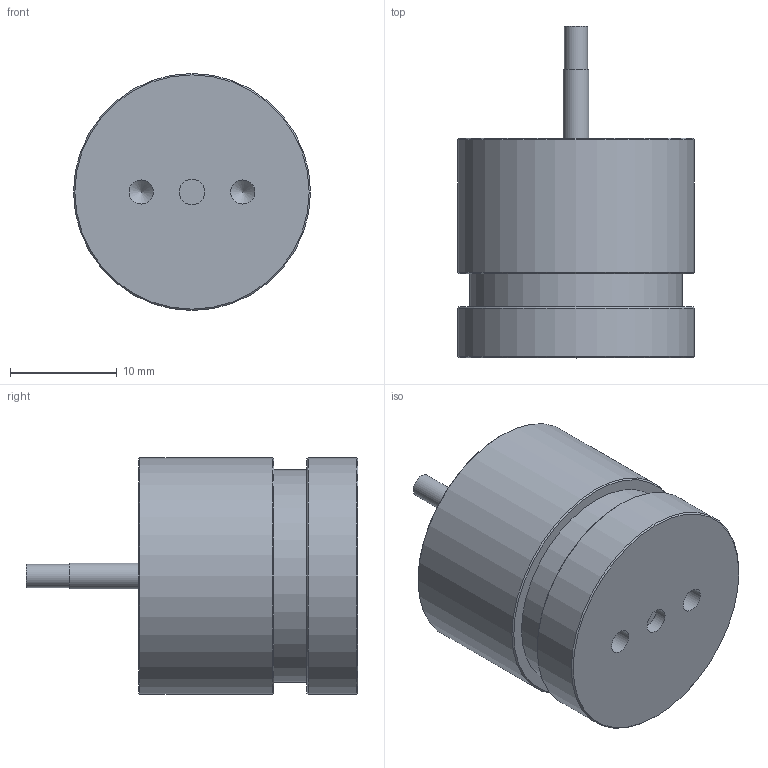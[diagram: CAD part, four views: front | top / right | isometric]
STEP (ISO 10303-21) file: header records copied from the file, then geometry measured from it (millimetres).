
FILE_NAME();
FILE_SCHEMA ();
Length unit declared in the file: metre
Products named in the file (7): Curve 5; Part 2; Curve 4; Curve 3; Curve 2; Curve 1; Part 1
Bounding box: 22.23 x 31.11 x 22.23 mm (x, y, z)
Volume: 7720 mm3; surface area: 2805.5 mm2
Topology: 2 solids, 2 shells, 25 faces, 51 edges, 38 vertices
Faces by surface type: cylinder 10, cone 8, plane 7
Full cylindrical faces by diameter (mm): 2.184 x1, 2.261 x4, 2.388 x2, 19.939 x1, 22.225 x2
Entity records: 2138 total; most frequent: CARTESIAN_POINT 1417, DIRECTION 112, AXIS2_PLACEMENT_3D 56, FACE_BOUND 52, ORIENTED_EDGE 48, EDGE_LOOP 48, VERTEX_POINT 28, ADVANCED_FACE 25
